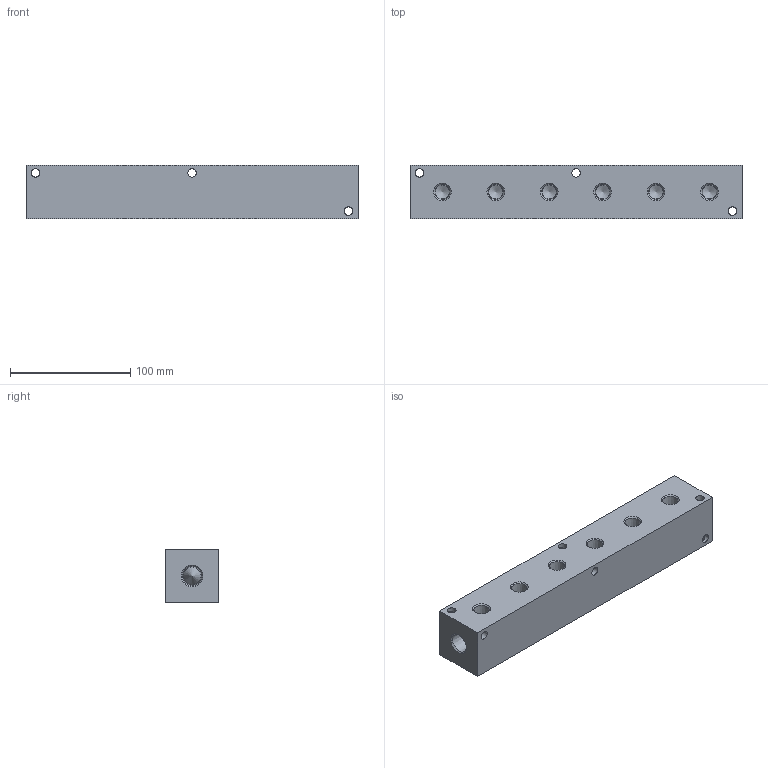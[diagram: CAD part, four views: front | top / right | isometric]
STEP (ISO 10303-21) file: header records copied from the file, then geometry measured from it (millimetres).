
FILE_DESCRIPTION( ( 'STEP AP214' ), ' ' );
FILE_NAME( 'AH0000604P.stp', '2018-02-23T14:53:44', ( '' ), ( '' ), ' ', 'PARTsolutions', ' ' );
FILE_SCHEMA( ( 'AUTOMOTIVE_DESIGN { 1 0 10303 214 1 1 1 1 }' ) );
Length unit declared in the file: inch
Products named in the file (1): _AH0000604P
Bounding box: 276.23 x 44.45 x 44.45 mm (x, y, z)
Volume: 516333.9 mm3; surface area: 64163.2 mm2
Topology: 1 solids, 1 shells, 150 faces, 411 edges, 265 vertices
Faces by surface type: plane 80, cylinder 46, cone 24
Full cylindrical faces by diameter (mm): 7.112 x12
Entity records: 5704 total; most frequent: DIRECTION 778, CARTESIAN_POINT 769, ORIENTED_EDGE 720, EDGE_CURVE 360, AXIS2_PLACEMENT_3D 267, VERTEX_POINT 258, LINE 244, VECTOR 244
